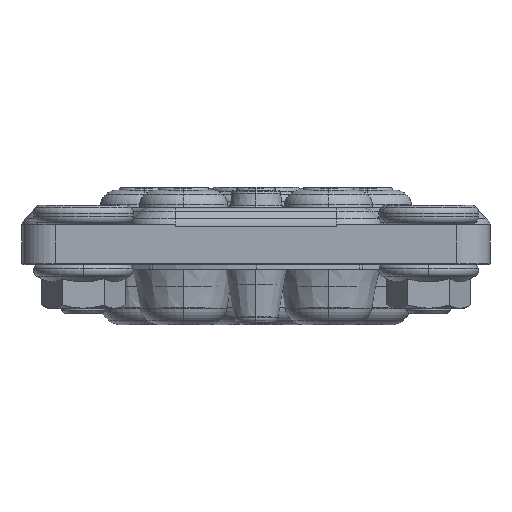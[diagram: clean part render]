
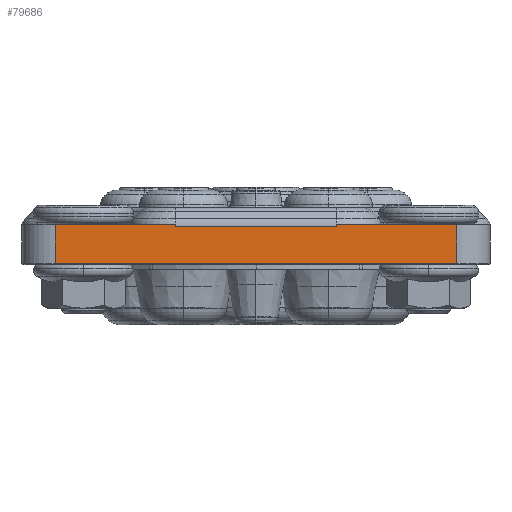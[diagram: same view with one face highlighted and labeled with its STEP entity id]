
A CAD part, left-side view. The second image highlights one B-rep face of the part: STEP entity #79686.
In plain terms, the highlighted planar face has unit normal (-1, 0, 0).
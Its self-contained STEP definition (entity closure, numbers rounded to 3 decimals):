
#50102=DIRECTION('',(0.,-1.,0.));
#50103=VECTOR('',#50102,29.);
#50104=CARTESIAN_POINT('',(-108.,14.5,
17.672));
#50105=LINE('',#50104,#50103);
#50308=DIRECTION('',(0.,1.,0.));
#50309=VECTOR('',#50308,21.5);
#50310=CARTESIAN_POINT('',(-108.,14.5,18.));
#50311=LINE('',#50310,#50309);
#50315=DIRECTION('',(0.,0.,1.));
#50316=VECTOR('',#50315,0.328);
#50317=CARTESIAN_POINT('',(-108.,14.5,
17.672));
#50318=LINE('',#50317,#50316);
#50329=DIRECTION('',(0.,0.,-1.));
#50330=VECTOR('',#50329,7.);
#50331=CARTESIAN_POINT('',(-108.,-36.,18.));
#50332=LINE('',#50331,#50330);
#50406=DIRECTION('',(0.,0.,1.));
#50407=VECTOR('',#50406,7.);
#50408=CARTESIAN_POINT('',(-108.,36.,11.));
#50409=LINE('',#50408,#50407);
#50590=DIRECTION('',(0.,1.,0.));
#50591=VECTOR('',#50590,72.);
#50592=CARTESIAN_POINT('',(-108.,-36.,11.));
#50593=LINE('',#50592,#50591);
#51744=DIRECTION('',(0.,-1.,0.));
#51745=VECTOR('',#51744,21.5);
#51746=CARTESIAN_POINT('',(-108.,-14.5,18.));
#51747=LINE('',#51746,#51745);
#51782=DIRECTION('',(0.,0.,1.));
#51783=VECTOR('',#51782,0.328);
#51784=CARTESIAN_POINT('',(-108.,-14.5,
17.672));
#51785=LINE('',#51784,#51783);
#74488=CARTESIAN_POINT('',(-108.,36.,11.));
#74489=VERTEX_POINT('',#74488);
#74501=CARTESIAN_POINT('',(-108.,-14.5,18.));
#74503=VERTEX_POINT('',#74501);
#74504=CARTESIAN_POINT('',(-108.,-14.5,
17.672));
#74505=VERTEX_POINT('',#74504);
#74522=CARTESIAN_POINT('',(-108.,-36.,18.));
#74523=CARTESIAN_POINT('',(-108.,-36.,11.));
#74524=VERTEX_POINT('',#74522);
#74525=VERTEX_POINT('',#74523);
#74526=CARTESIAN_POINT('',(-108.,14.5,
17.672));
#74527=VERTEX_POINT('',#74526);
#74528=CARTESIAN_POINT('',(-108.,14.5,18.));
#74529=VERTEX_POINT('',#74528);
#74530=CARTESIAN_POINT('',(-108.,36.,18.));
#74531=VERTEX_POINT('',#74530);
#79666=CARTESIAN_POINT('',(-108.,36.,13.));
#79667=DIRECTION('',(-1.,0.,0.));
#79668=DIRECTION('',(0.,1.,0.));
#79669=AXIS2_PLACEMENT_3D('',#79666,#79667,#79668);
#79670=PLANE('',#79669);
#79672=ORIENTED_EDGE('',*,*,#79671,.T.);
#79674=ORIENTED_EDGE('',*,*,#79673,.T.);
#79676=ORIENTED_EDGE('',*,*,#79675,.T.);
#79677=ORIENTED_EDGE('',*,*,#79624,.F.);
#79678=ORIENTED_EDGE('',*,*,#79652,.F.);
#79679=ORIENTED_EDGE('',*,*,#79448,.T.);
#79681=ORIENTED_EDGE('',*,*,#79680,.T.);
#79683=ORIENTED_EDGE('',*,*,#79682,.T.);
#79684=EDGE_LOOP('',(#79672,#79674,#79676,#79677,#79678,#79679,#79681,#79683));
#79685=FACE_OUTER_BOUND('',#79684,.F.);
#79448=EDGE_CURVE('',#74527,#74505,#50105,.T.);
#79624=EDGE_CURVE('',#74529,#74531,#50311,.T.);
#79652=EDGE_CURVE('',#74527,#74529,#50318,.T.);
#79671=EDGE_CURVE('',#74524,#74525,#50332,.T.);
#79673=EDGE_CURVE('',#74525,#74489,#50593,.T.);
#79675=EDGE_CURVE('',#74489,#74531,#50409,.T.);
#79680=EDGE_CURVE('',#74505,#74503,#51785,.T.);
#79682=EDGE_CURVE('',#74503,#74524,#51747,.T.);
#79686=ADVANCED_FACE('',(#79685),#79670,.T.);
